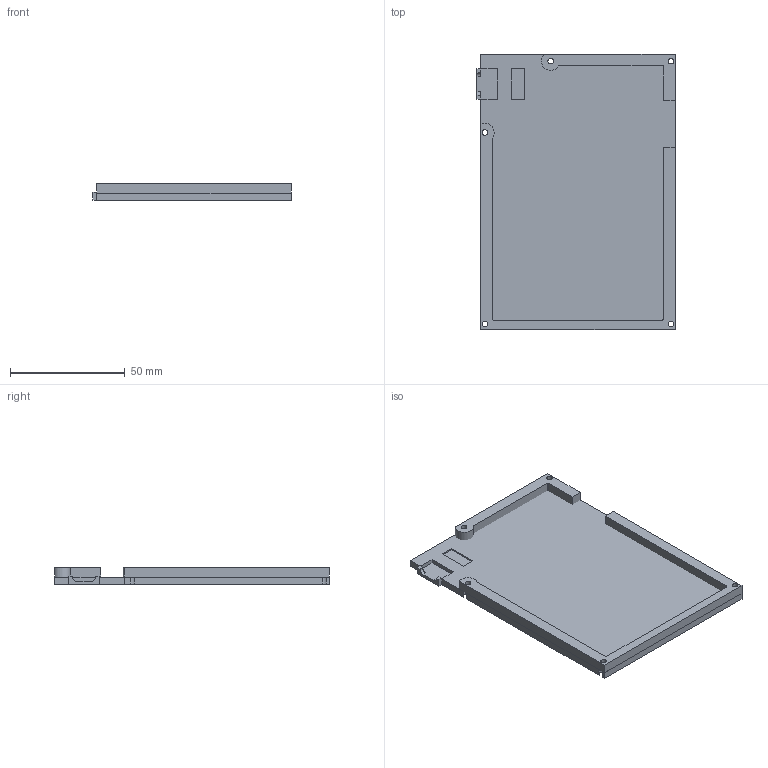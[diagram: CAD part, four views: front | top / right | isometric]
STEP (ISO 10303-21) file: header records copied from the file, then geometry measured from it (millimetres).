
FILE_DESCRIPTION(/* description */ (''),/* implementation_level */ '2;1');
FILE_NAME(/* name */ 'case_bottom.step',/* time_stamp */ '2025-09-16T03:29:13+09:00',/* author */ (''),/* organization */ (''),/* preprocessor_version */ 'ST-DEVELOPER v20.1',/* originating_system */ 'Autodesk Translation Framework v14.10.0.0',/* authorisation */ '');
FILE_SCHEMA (('AUTOMOTIVE_DESIGN { 1 0 10303 214 3 1 1 }'));
Length unit declared in the file: millimetre
Products named in the file (1): case_bottom2
Bounding box: 86.3 x 119.6 x 7.09 mm (x, y, z)
Volume: 40479.3 mm3; surface area: 29536.3 mm2
Topology: 3 solids, 3 shells, 72 faces, 190 edges, 124 vertices
Faces by surface type: plane 50, cylinder 22
Full cylindrical faces by diameter (mm): 2.4 x5, 4.1 x2
Entity records: 2273 total; most frequent: CARTESIAN_POINT 387, ORIENTED_EDGE 380, DIRECTION 380, EDGE_CURVE 190, LINE 146, VECTOR 146, VERTEX_POINT 124, AXIS2_PLACEMENT_3D 117
